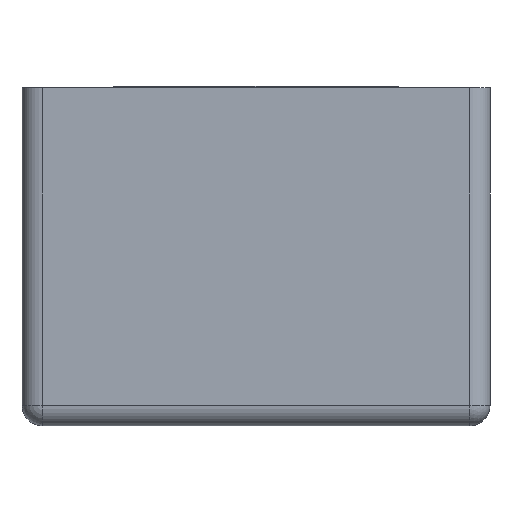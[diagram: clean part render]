
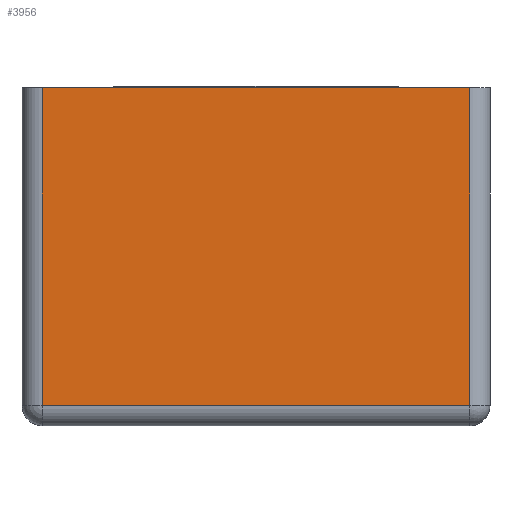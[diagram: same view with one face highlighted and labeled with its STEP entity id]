
A CAD part, left-side view. The second image highlights one B-rep face of the part: STEP entity #3956.
In plain terms, the highlighted planar face has unit normal (-1, 0, 0).
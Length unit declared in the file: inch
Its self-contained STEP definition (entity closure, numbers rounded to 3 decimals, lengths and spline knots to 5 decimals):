
#10 = CARTESIAN_POINT ( 'NONE',  ( -2.5, 1.3125, 0.125 ) ) ;
#54 = CARTESIAN_POINT ( 'NONE',  ( -2.5, -1.3125, 1.5 ) ) ;
#92 = EDGE_CURVE ( 'NONE', #2095, #3387, #968, .T. ) ;
#168 = VECTOR ( 'NONE', #718, 39.37008 ) ;
#259 = VECTOR ( 'NONE', #1335, 39.37008 ) ;
#326 = LINE ( 'NONE', #2903, #3431 ) ;
#718 = DIRECTION ( 'NONE',  ( 0., -1., 0. ) ) ;
#968 = LINE ( 'NONE', #1618, #3595 ) ;
#1205 = CARTESIAN_POINT ( 'NONE',  ( -2.5, 1.4375, 1.5 ) ) ;
#1305 = DIRECTION ( 'NONE',  ( 0., 0., -1. ) ) ;
#1335 = DIRECTION ( 'NONE',  ( 0., 0., 1. ) ) ;
#1372 = VERTEX_POINT ( 'NONE', #2294 ) ;
#1477 = ORIENTED_EDGE ( 'NONE', *, *, #1918, .T. ) ;
#1517 = FACE_OUTER_BOUND ( 'NONE', #3178, .T. ) ;
#1618 = CARTESIAN_POINT ( 'NONE',  ( -2.5, 1.3125, 1.5 ) ) ;
#1809 = EDGE_CURVE ( 'NONE', #2095, #1372, #326, .T. ) ;
#1918 = EDGE_CURVE ( 'NONE', #2345, #1372, #3659, .T. ) ;
#2077 = ORIENTED_EDGE ( 'NONE', *, *, #1809, .F. ) ;
#2095 = VERTEX_POINT ( 'NONE', #3450 ) ;
#2195 = EDGE_CURVE ( 'NONE', #3387, #2345, #3566, .T. ) ;
#2294 = CARTESIAN_POINT ( 'NONE',  ( -2.5, -1.3125, 2.0775 ) ) ;
#2309 = ORIENTED_EDGE ( 'NONE', *, *, #2195, .T. ) ;
#2315 = CARTESIAN_POINT ( 'NONE',  ( -2.5, -1.4375, 0.125 ) ) ;
#2345 = VERTEX_POINT ( 'NONE', #2449 ) ;
#2449 = CARTESIAN_POINT ( 'NONE',  ( -2.5, -1.3125, 0.125 ) ) ;
#2493 = DIRECTION ( 'NONE',  ( 1., 0., 0. ) ) ;
#2679 = AXIS2_PLACEMENT_3D ( 'NONE', #1205, #2493, #3777 ) ;
#2903 = CARTESIAN_POINT ( 'NONE',  ( -2.5, 1.3125, 2.0775 ) ) ;
#3157 = ORIENTED_EDGE ( 'NONE', *, *, #92, .T. ) ;
#3178 = EDGE_LOOP ( 'NONE', ( #2077, #3157, #2309, #1477 ) ) ;
#3387 = VERTEX_POINT ( 'NONE', #10 ) ;
#3431 = VECTOR ( 'NONE', #4160, 39.37008 ) ;
#3450 = CARTESIAN_POINT ( 'NONE',  ( -2.5, 1.3125, 2.0775 ) ) ;
#3566 = LINE ( 'NONE', #2315, #168 ) ;
#3595 = VECTOR ( 'NONE', #1305, 39.37008 ) ;
#3659 = LINE ( 'NONE', #54, #259 ) ;
#3777 = DIRECTION ( 'NONE',  ( 0., 1., 0. ) ) ;
#3956 = ADVANCED_FACE ( 'NONE', ( #1517 ), #4086, .F. ) ;
#4086 = PLANE ( 'NONE',  #2679 ) ;
#4160 = DIRECTION ( 'NONE',  ( 0., -1., 0. ) ) ;
